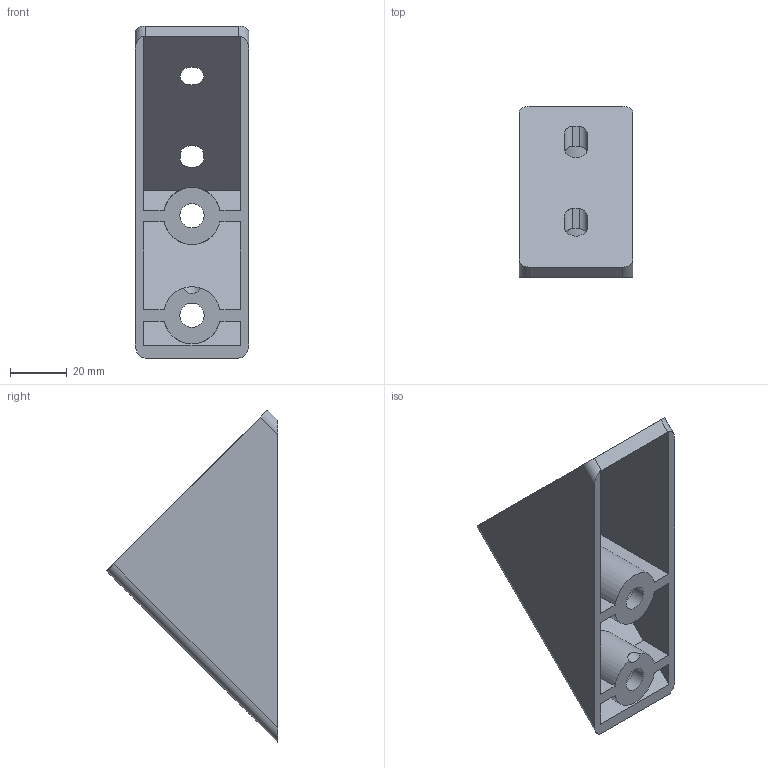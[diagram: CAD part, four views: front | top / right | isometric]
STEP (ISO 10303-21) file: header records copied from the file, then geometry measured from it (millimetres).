
FILE_DESCRIPTION(/* description */ (''),/* implementation_level */ '2;1');
FILE_NAME(/* name */ '11398_KriTec_Profilverbindungsblock_8_80x40-45.stp',/* time_stamp */ '2014-06-13T14:12:03+02:00',/* author */ ('kostic'),/* organization */ (''),/* preprocessor_version */ 'ST-DEVELOPER v15.2',/* originating_system */ 'Autodesk Inventor 2014',/* authorisation */ '');
FILE_SCHEMA (('AUTOMOTIVE_DESIGN { 1 0 10303 214 3 1 1 }'));
Length unit declared in the file: millimetre
Products named in the file (1): 11398_KriTec_Profilverbindungsblock_8_80x40-45°
Bounding box: 40 x 60.1 x 116.67 mm (x, y, z)
Volume: 50258.4 mm3; surface area: 32101.9 mm2
Topology: 1 solids, 1 shells, 55 faces, 163 edges, 113 vertices
Faces by surface type: plane 34, cylinder 19, cone 2
Full cylindrical faces by diameter (mm): 8 x2, 8.5 x2
Entity records: 2101 total; most frequent: CARTESIAN_POINT 526, ORIENTED_EDGE 312, DIRECTION 294, EDGE_CURVE 156, VERTEX_POINT 113, AXIS2_PLACEMENT_3D 101, LINE 92, VECTOR 92
